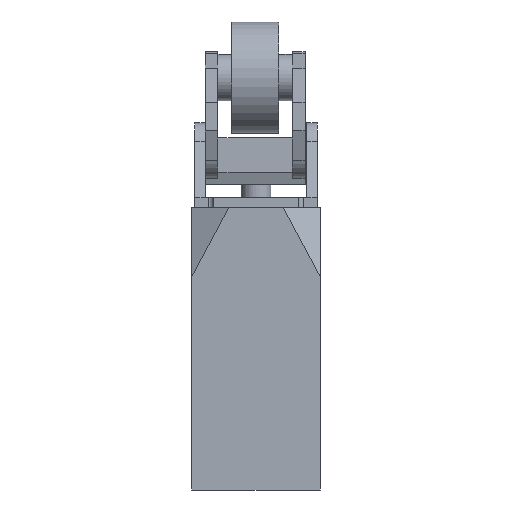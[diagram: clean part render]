
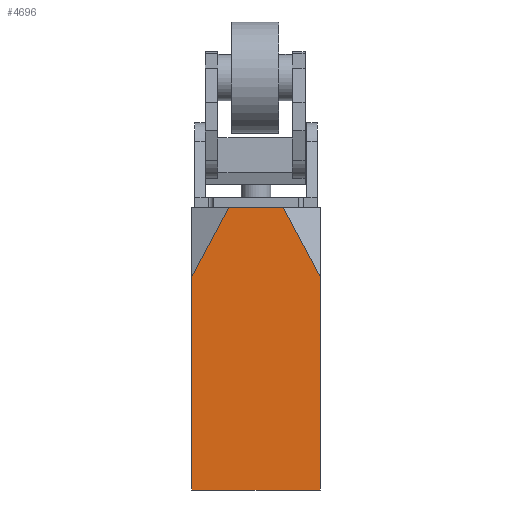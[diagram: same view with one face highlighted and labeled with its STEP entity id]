
A CAD part, left-side view. The second image highlights one B-rep face of the part: STEP entity #4696.
In plain terms, the highlighted planar face has unit normal (-1, 0, 0).
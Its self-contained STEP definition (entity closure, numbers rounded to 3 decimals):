
#299=FACE_OUTER_BOUND('',#555,.T.);
#555=EDGE_LOOP('',(#3040,#3041,#3042,#3043,#3044,#3045));
#958=LINE('',#6598,#1426);
#964=LINE('',#6612,#1432);
#965=LINE('',#6614,#1433);
#966=LINE('',#6616,#1434);
#967=LINE('',#6618,#1435);
#968=LINE('',#6619,#1436);
#1426=VECTOR('',#5312,6.34);
#1432=VECTOR('',#5322,9.167);
#1433=VECTOR('',#5323,24.92);
#1434=VECTOR('',#5324,15.);
#1435=VECTOR('',#5325,24.92);
#1436=VECTOR('',#5326,9.167);
#1905=VERTEX_POINT('',#6595);
#1906=VERTEX_POINT('',#6597);
#1912=VERTEX_POINT('',#6611);
#1913=VERTEX_POINT('',#6613);
#1914=VERTEX_POINT('',#6615);
#1915=VERTEX_POINT('',#6617);
#2359=EDGE_CURVE('',#1906,#1905,#958,.T.);
#2366=EDGE_CURVE('',#1905,#1912,#964,.T.);
#2367=EDGE_CURVE('',#1913,#1912,#965,.T.);
#2368=EDGE_CURVE('',#1913,#1914,#966,.T.);
#2369=EDGE_CURVE('',#1915,#1914,#967,.T.);
#2370=EDGE_CURVE('',#1915,#1906,#968,.T.);
#3040=ORIENTED_EDGE('',*,*,#2359,.T.);
#3041=ORIENTED_EDGE('',*,*,#2366,.T.);
#3042=ORIENTED_EDGE('',*,*,#2367,.F.);
#3043=ORIENTED_EDGE('',*,*,#2368,.T.);
#3044=ORIENTED_EDGE('',*,*,#2369,.F.);
#3045=ORIENTED_EDGE('',*,*,#2370,.T.);
#4325=PLANE('',#4970);
#4696=ADVANCED_FACE('',(#299),#4325,.T.);
#4970=AXIS2_PLACEMENT_3D('',#6610,#5320,#5321);
#5312=DIRECTION('',(0.,1.,0.));
#5320=DIRECTION('center_axis',(-1.,0.,0.));
#5321=DIRECTION('ref_axis',(0.,0.,1.));
#5322=DIRECTION('',(0.,0.472,-0.881));
#5323=DIRECTION('',(0.,0.,1.));
#5324=DIRECTION('',(0.,-1.,0.));
#5325=DIRECTION('',(0.,0.,-1.));
#5326=DIRECTION('',(0.,0.472,0.881));
#6595=CARTESIAN_POINT('',(-15.,3.17,14.5));
#6597=CARTESIAN_POINT('',(-15.,-3.17,14.5));
#6598=CARTESIAN_POINT('',(-15.,-3.75,14.5));
#6610=CARTESIAN_POINT('Origin',(-15.,0.,-18.5));
#6611=CARTESIAN_POINT('',(-15.,7.5,6.42));
#6612=CARTESIAN_POINT('',(-15.,10.169,1.44));
#6613=CARTESIAN_POINT('',(-15.,7.5,-18.5));
#6614=CARTESIAN_POINT('',(-15.,7.5,18.5));
#6615=CARTESIAN_POINT('',(-15.,-7.5,-18.5));
#6616=CARTESIAN_POINT('',(-15.,0.,-18.5));
#6617=CARTESIAN_POINT('',(-15.,-7.5,6.42));
#6618=CARTESIAN_POINT('',(-15.,-7.5,18.5));
#6619=CARTESIAN_POINT('',(-15.,-10.169,1.44));
